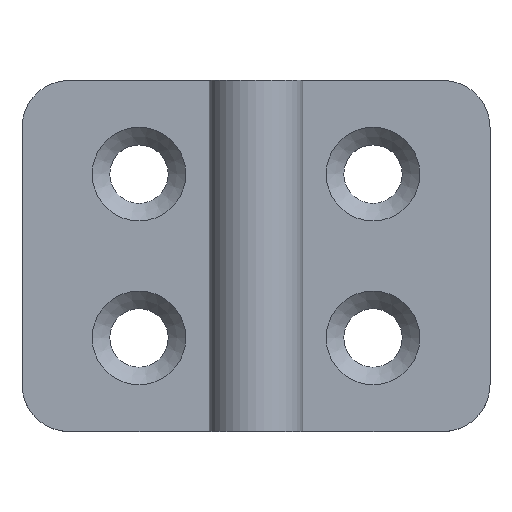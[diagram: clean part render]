
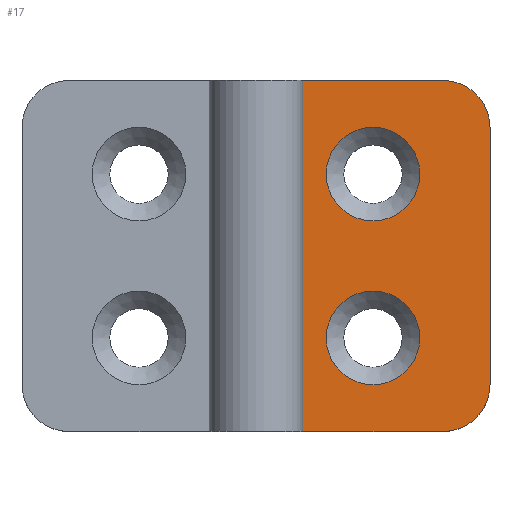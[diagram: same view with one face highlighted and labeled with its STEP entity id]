
A CAD part, top view. The second image highlights one B-rep face of the part: STEP entity #17.
In plain terms, the highlighted planar face has unit normal (0, 0, 1).
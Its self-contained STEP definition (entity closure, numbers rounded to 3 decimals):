
#17 = ADVANCED_FACE('',(#18,#29,#81),#92,.F.);
#18 = FACE_BOUND('',#19,.F.);
#19 = EDGE_LOOP('',(#20));
#20 = ORIENTED_EDGE('',*,*,#21,.F.);
#21 = EDGE_CURVE('',#22,#22,#24,.T.);
#22 = VERTEX_POINT('',#23);
#23 = CARTESIAN_POINT('',(14.,7.,4.));
#24 = CIRCLE('',#25,4.);
#25 = AXIS2_PLACEMENT_3D('',#26,#27,#28);
#26 = CARTESIAN_POINT('',(10.,7.,4.));
#27 = DIRECTION('',(0.,0.,-1.));
#28 = DIRECTION('',(1.,0.,0.));
#29 = FACE_BOUND('',#30,.F.);
#30 = EDGE_LOOP('',(#31,#41,#50,#58,#66,#74));
#31 = ORIENTED_EDGE('',*,*,#32,.T.);
#32 = EDGE_CURVE('',#33,#35,#37,.T.);
#33 = VERTEX_POINT('',#34);
#34 = CARTESIAN_POINT('',(20.,11.,4.));
#35 = VERTEX_POINT('',#36);
#36 = CARTESIAN_POINT('',(20.,-11.,4.));
#37 = LINE('',#38,#39);
#38 = CARTESIAN_POINT('',(20.,15.,4.));
#39 = VECTOR('',#40,1.);
#40 = DIRECTION('',(0.,-1.,0.));
#41 = ORIENTED_EDGE('',*,*,#42,.T.);
#42 = EDGE_CURVE('',#35,#43,#45,.T.);
#43 = VERTEX_POINT('',#44);
#44 = CARTESIAN_POINT('',(16.,-15.,4.));
#45 = CIRCLE('',#46,4.);
#46 = AXIS2_PLACEMENT_3D('',#47,#48,#49);
#47 = CARTESIAN_POINT('',(16.,-11.,4.));
#48 = DIRECTION('',(0.,0.,-1.));
#49 = DIRECTION('',(0.,1.,0.));
#50 = ORIENTED_EDGE('',*,*,#51,.T.);
#51 = EDGE_CURVE('',#43,#52,#54,.T.);
#52 = VERTEX_POINT('',#53);
#53 = CARTESIAN_POINT('',(4.,-15.,4.));
#54 = LINE('',#55,#56);
#55 = CARTESIAN_POINT('',(20.,-15.,4.));
#56 = VECTOR('',#57,1.);
#57 = DIRECTION('',(-1.,0.,0.));
#58 = ORIENTED_EDGE('',*,*,#59,.F.);
#59 = EDGE_CURVE('',#60,#52,#62,.T.);
#60 = VERTEX_POINT('',#61);
#61 = CARTESIAN_POINT('',(4.,15.,4.));
#62 = LINE('',#63,#64);
#63 = CARTESIAN_POINT('',(4.,15.,4.));
#64 = VECTOR('',#65,1.);
#65 = DIRECTION('',(0.,-1.,0.));
#66 = ORIENTED_EDGE('',*,*,#67,.F.);
#67 = EDGE_CURVE('',#68,#60,#70,.T.);
#68 = VERTEX_POINT('',#69);
#69 = CARTESIAN_POINT('',(16.,15.,4.));
#70 = LINE('',#71,#72);
#71 = CARTESIAN_POINT('',(20.,15.,4.));
#72 = VECTOR('',#73,1.);
#73 = DIRECTION('',(-1.,0.,0.));
#74 = ORIENTED_EDGE('',*,*,#75,.F.);
#75 = EDGE_CURVE('',#33,#68,#76,.T.);
#76 = CIRCLE('',#77,4.);
#77 = AXIS2_PLACEMENT_3D('',#78,#79,#80);
#78 = CARTESIAN_POINT('',(16.,11.,4.));
#79 = DIRECTION('',(0.,0.,1.));
#80 = DIRECTION('',(0.,1.,0.));
#81 = FACE_BOUND('',#82,.F.);
#82 = EDGE_LOOP('',(#83));
#83 = ORIENTED_EDGE('',*,*,#84,.F.);
#84 = EDGE_CURVE('',#85,#85,#87,.T.);
#85 = VERTEX_POINT('',#86);
#86 = CARTESIAN_POINT('',(14.,-7.,4.));
#87 = CIRCLE('',#88,4.);
#88 = AXIS2_PLACEMENT_3D('',#89,#90,#91);
#89 = CARTESIAN_POINT('',(10.,-7.,4.));
#90 = DIRECTION('',(0.,0.,-1.));
#91 = DIRECTION('',(1.,0.,0.));
#92 = PLANE('',#93);
#93 = AXIS2_PLACEMENT_3D('',#94,#95,#96);
#94 = CARTESIAN_POINT('',(20.,15.,4.));
#95 = DIRECTION('',(0.,0.,-1.));
#96 = DIRECTION('',(-1.,0.,0.));
